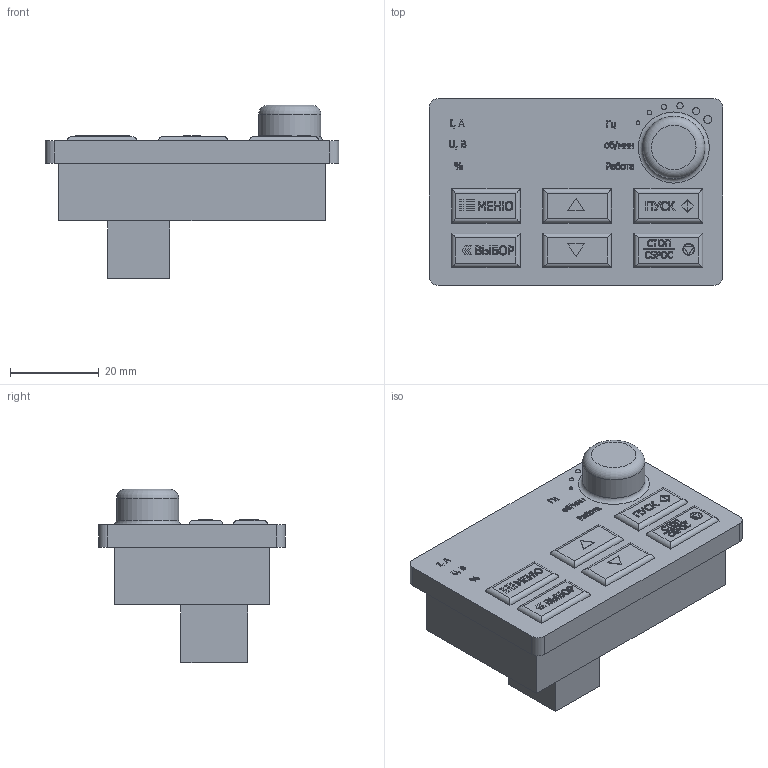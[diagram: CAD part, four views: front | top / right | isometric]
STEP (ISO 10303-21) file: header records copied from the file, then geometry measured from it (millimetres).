
FILE_DESCRIPTION(/* description */ (''),/* implementation_level */ '2;1');
FILE_NAME(/* name */ '',/* time_stamp */ '2025-12-05T15:45:41+04:00',/* author */ ('Александр (огранич)'),/* organization */ (''),/* preprocessor_version */ 'ST-DEVELOPER v19.2',/* originating_system */ 'Autodesk Inventor 2024',/* authorisation */ '');
FILE_SCHEMA (('AUTOMOTIVE_DESIGN { 1 0 10303 214 3 1 1 }'));
Length unit declared in the file: millimetre
Products named in the file (1): PBC00010 - Панель оператора
Bounding box: 66 x 42 x 39 mm (x, y, z)
Volume: 45743.7 mm3; surface area: 10321.1 mm2
Topology: 1 solids, 1 shells, 838 faces, 2198 edges, 1465 vertices
Faces by surface type: plane 484, bspline 313, cylinder 39, torus 2
Full cylindrical faces by diameter (mm): 0.8 x1, 1 x1, 1.2 x1, 1.4 x1, 1.6 x1, 1.8 x1, 2.628 x1, 14 x1
Entity records: 28014 total; most frequent: CARTESIAN_POINT 8571, ORIENTED_EDGE 4396, DIRECTION 2683, EDGE_CURVE 2198, LINE 1513, VECTOR 1513, VERTEX_POINT 1465, EDGE_LOOP 941
